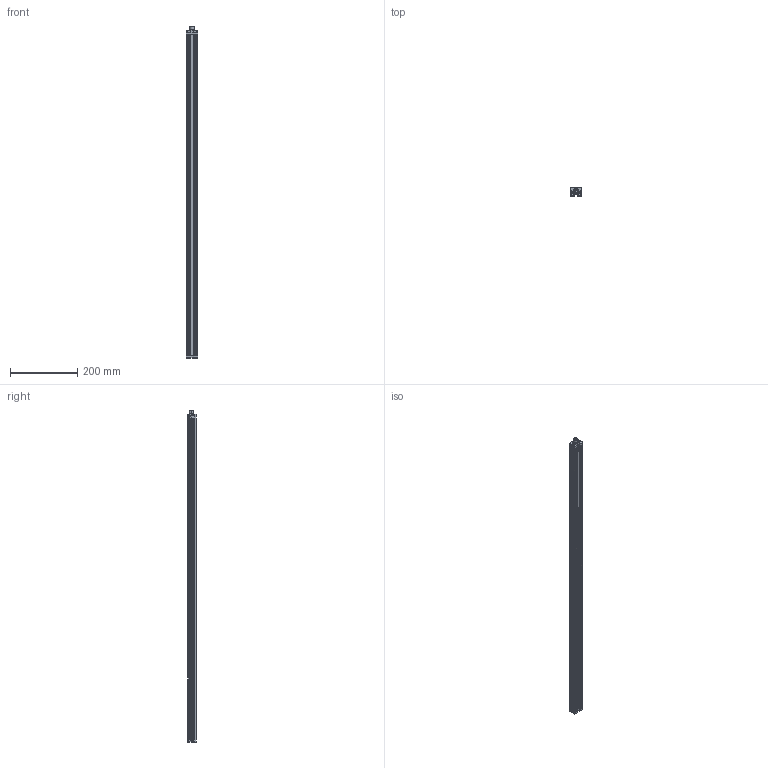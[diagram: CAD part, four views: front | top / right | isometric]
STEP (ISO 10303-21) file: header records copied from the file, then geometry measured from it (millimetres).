
FILE_DESCRIPTION (( 'STEP AP214' ), '1' );
FILE_NAME ('TF1-900-001-___-102.STEP', '2017-08-02T13:19:18', ( 'dummy' ), ( 'Microsoft' ), 'SwSTEP 2.0', 'SolidWorks 2014', '' );
FILE_SCHEMA (( 'AUTOMOTIVE_DESIGN' ));
Length unit declared in the file: millimetre
Products named in the file (1): TF1-900-001-___-102
Bounding box: 35 x 25.05 x 989.5 mm (x, y, z)
Surface area: 166801.8 mm2 (no closed solid volume)
Topology: 0 solids, 28 shells, 316 faces, 1678 edges, 1363 vertices
Faces by surface type: plane 162, cylinder 127, cone 16, torus 10, sphere 1
Entity records: 20232 total; most frequent: CARTESIAN_POINT 3917, DIRECTION 2781, ORIENTED_EDGE 2197, EDGE_CURVE 1677, VERTEX_POINT 1363, VECTOR 965, LINE 965, AXIS2_PLACEMENT_3D 908
